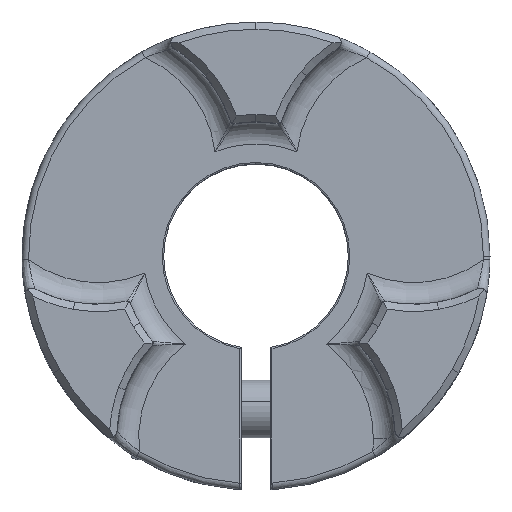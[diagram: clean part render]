
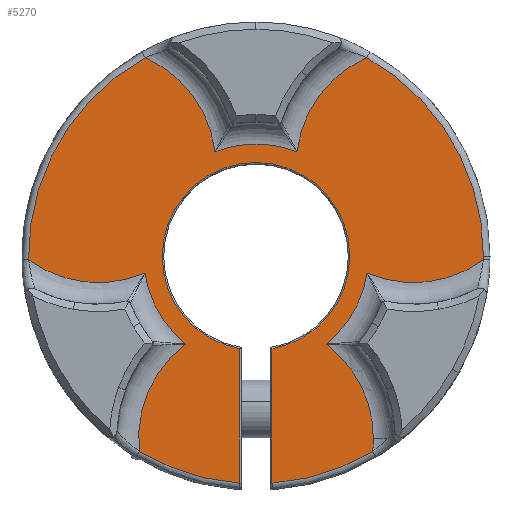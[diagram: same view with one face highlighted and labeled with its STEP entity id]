
A CAD part, top view. The second image highlights one B-rep face of the part: STEP entity #5270.
In plain terms, the highlighted planar face has unit normal (0, 0, 1).
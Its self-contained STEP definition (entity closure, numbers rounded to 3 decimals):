
#250=CIRCLE('',#5545,6.45);
#263=CIRCLE('',#5566,15.65);
#280=CIRCLE('',#5599,8.077);
#281=CIRCLE('',#5600,8.077);
#282=CIRCLE('',#5601,7.73);
#283=CIRCLE('',#5602,8.077);
#284=CIRCLE('',#5603,15.65);
#285=CIRCLE('',#5604,15.65);
#286=CIRCLE('',#5605,8.077);
#287=CIRCLE('',#5606,7.73);
#288=CIRCLE('',#5607,8.077);
#289=CIRCLE('',#5608,15.65);
#290=CIRCLE('',#5609,8.077);
#291=CIRCLE('',#5610,7.73);
#292=CIRCLE('',#5611,8.077);
#293=CIRCLE('',#5612,15.65);
#294=CIRCLE('',#5613,6.45);
#1221=VERTEX_POINT('',#11044);
#1230=VERTEX_POINT('',#11603);
#1244=VERTEX_POINT('',#11662);
#1248=VERTEX_POINT('',#11671);
#1261=VERTEX_POINT('',#12162);
#1265=VERTEX_POINT('',#12199);
#1283=VERTEX_POINT('',#12291);
#1284=VERTEX_POINT('',#12293);
#1285=VERTEX_POINT('',#12295);
#1286=VERTEX_POINT('',#12297);
#1287=VERTEX_POINT('',#12299);
#1288=VERTEX_POINT('',#12301);
#1289=VERTEX_POINT('',#12303);
#1290=VERTEX_POINT('',#12305);
#1291=VERTEX_POINT('',#12307);
#1292=VERTEX_POINT('',#12309);
#1293=VERTEX_POINT('',#12311);
#1294=VERTEX_POINT('',#12313);
#1295=VERTEX_POINT('',#12315);
#1595=VECTOR('',#6266,1.);
#1596=VECTOR('',#6295,1.);
#1819=LINE('',#12289,#1595);
#1820=LINE('',#12317,#1596);
#2397=EDGE_CURVE('',#1248,#1221,#250,.T.);
#2427=EDGE_CURVE('',#1265,#1261,#263,.F.);
#2462=EDGE_CURVE('',#1261,#1244,#1819,.F.);
#2463=EDGE_CURVE('',#1283,#1265,#280,.F.);
#2464=EDGE_CURVE('',#1284,#1283,#281,.F.);
#2465=EDGE_CURVE('',#1285,#1284,#282,.F.);
#2466=EDGE_CURVE('',#1286,#1285,#283,.F.);
#2467=EDGE_CURVE('',#1287,#1286,#284,.F.);
#2468=EDGE_CURVE('',#1288,#1287,#285,.F.);
#2469=EDGE_CURVE('',#1289,#1288,#286,.F.);
#2470=EDGE_CURVE('',#1290,#1289,#287,.F.);
#2471=EDGE_CURVE('',#1291,#1290,#288,.F.);
#2472=EDGE_CURVE('',#1292,#1291,#289,.F.);
#2473=EDGE_CURVE('',#1293,#1292,#290,.F.);
#2474=EDGE_CURVE('',#1294,#1293,#291,.F.);
#2475=EDGE_CURVE('',#1295,#1294,#292,.F.);
#2476=EDGE_CURVE('',#1230,#1295,#293,.F.);
#2477=EDGE_CURVE('',#1221,#1230,#1820,.F.);
#2478=EDGE_CURVE('',#1244,#1248,#294,.T.);
#3810=ORIENTED_EDGE('',*,*,#2462,.F.);
#3811=ORIENTED_EDGE('',*,*,#2427,.F.);
#3812=ORIENTED_EDGE('',*,*,#2463,.F.);
#3813=ORIENTED_EDGE('',*,*,#2464,.F.);
#3814=ORIENTED_EDGE('',*,*,#2465,.F.);
#3815=ORIENTED_EDGE('',*,*,#2466,.F.);
#3816=ORIENTED_EDGE('',*,*,#2467,.F.);
#3817=ORIENTED_EDGE('',*,*,#2468,.F.);
#3818=ORIENTED_EDGE('',*,*,#2469,.F.);
#3819=ORIENTED_EDGE('',*,*,#2470,.F.);
#3820=ORIENTED_EDGE('',*,*,#2471,.F.);
#3821=ORIENTED_EDGE('',*,*,#2472,.F.);
#3822=ORIENTED_EDGE('',*,*,#2473,.F.);
#3823=ORIENTED_EDGE('',*,*,#2474,.F.);
#3824=ORIENTED_EDGE('',*,*,#2475,.F.);
#3825=ORIENTED_EDGE('',*,*,#2476,.F.);
#3826=ORIENTED_EDGE('',*,*,#2477,.F.);
#3827=ORIENTED_EDGE('',*,*,#2397,.F.);
#3828=ORIENTED_EDGE('',*,*,#2478,.F.);
#4614=EDGE_LOOP('',(#3810,#3811,#3812,#3813,#3814,#3815,#3816,#3817,#3818,
#3819,#3820,#3821,#3822,#3823,#3824,#3825,#3826,#3827,#3828));
#4950=FACE_BOUND('',#4614,.T.);
#5270=ADVANCED_FACE('',(#4950),#20937,.T.);
#5545=AXIS2_PLACEMENT_3D('',#11672,#6143,#6144);
#5566=AXIS2_PLACEMENT_3D('',#12200,#6193,#6194);
#5598=AXIS2_PLACEMENT_3D('',#12288,#6265,$);
#5599=AXIS2_PLACEMENT_3D('',#12290,#6267,#6268);
#5600=AXIS2_PLACEMENT_3D('',#12292,#6269,#6270);
#5601=AXIS2_PLACEMENT_3D('',#12294,#6271,#6272);
#5602=AXIS2_PLACEMENT_3D('',#12296,#6273,#6274);
#5603=AXIS2_PLACEMENT_3D('',#12298,#6275,#6276);
#5604=AXIS2_PLACEMENT_3D('',#12300,#6277,#6278);
#5605=AXIS2_PLACEMENT_3D('',#12302,#6279,#6280);
#5606=AXIS2_PLACEMENT_3D('',#12304,#6281,#6282);
#5607=AXIS2_PLACEMENT_3D('',#12306,#6283,#6284);
#5608=AXIS2_PLACEMENT_3D('',#12308,#6285,#6286);
#5609=AXIS2_PLACEMENT_3D('',#12310,#6287,#6288);
#5610=AXIS2_PLACEMENT_3D('',#12312,#6289,#6290);
#5611=AXIS2_PLACEMENT_3D('',#12314,#6291,#6292);
#5612=AXIS2_PLACEMENT_3D('',#12316,#6293,#6294);
#5613=AXIS2_PLACEMENT_3D('',#12318,#6296,#6297);
#6143=DIRECTION('',(0.,0.,1.));
#6144=DIRECTION('',(6.45,0.,0.));
#6193=DIRECTION('',(0.,0.,1.));
#6194=DIRECTION('',(15.65,0.,0.));
#6265=DIRECTION('',(0.,0.,1.));
#6266=DIRECTION('',(0.,-1.,0.));
#6267=DIRECTION('',(0.,0.,1.));
#6268=DIRECTION('',(8.077,0.,0.));
#6269=DIRECTION('',(0.,0.,1.));
#6270=DIRECTION('',(8.077,0.,0.));
#6271=DIRECTION('',(0.,0.,1.));
#6272=DIRECTION('',(7.73,0.,0.));
#6273=DIRECTION('',(0.,0.,1.));
#6274=DIRECTION('',(8.077,0.,0.));
#6275=DIRECTION('',(0.,0.,1.));
#6276=DIRECTION('',(15.65,0.,0.));
#6277=DIRECTION('',(0.,0.,1.));
#6278=DIRECTION('',(15.65,0.,0.));
#6279=DIRECTION('',(0.,0.,1.));
#6280=DIRECTION('',(8.077,0.,0.));
#6281=DIRECTION('',(0.,0.,1.));
#6282=DIRECTION('',(7.73,0.,0.));
#6283=DIRECTION('',(0.,0.,1.));
#6284=DIRECTION('',(8.077,0.,0.));
#6285=DIRECTION('',(0.,0.,1.));
#6286=DIRECTION('',(15.65,0.,0.));
#6287=DIRECTION('',(0.,0.,1.));
#6288=DIRECTION('',(8.077,0.,0.));
#6289=DIRECTION('',(0.,0.,1.));
#6290=DIRECTION('',(7.73,0.,0.));
#6291=DIRECTION('',(0.,0.,1.));
#6292=DIRECTION('',(8.077,0.,0.));
#6293=DIRECTION('',(0.,0.,1.));
#6294=DIRECTION('',(15.65,0.,0.));
#6295=DIRECTION('',(0.,1.,0.));
#6296=DIRECTION('',(0.,0.,1.));
#6297=DIRECTION('',(6.45,0.,0.));
#11044=CARTESIAN_POINT('',(-1.1,-6.356,10.4));
#11603=CARTESIAN_POINT('',(-1.1,-15.611,10.4));
#11662=CARTESIAN_POINT('',(1.1,-6.356,10.4));
#11671=CARTESIAN_POINT('',(6.45,0.,10.4));
#11672=CARTESIAN_POINT('',(0.,0.,10.4));
#12162=CARTESIAN_POINT('',(1.1,-15.611,10.4));
#12199=CARTESIAN_POINT('',(8.025,-13.436,10.4));
#12200=CARTESIAN_POINT('',(0.,0.,10.4));
#12288=CARTESIAN_POINT('',(0.,0.,10.4));
#12289=CARTESIAN_POINT('',(1.1,-4.5,10.4));
#12290=CARTESIAN_POINT('',(0.,-12.52,10.4));
#12291=CARTESIAN_POINT('',(8.077,-12.52,10.4));
#12292=CARTESIAN_POINT('',(0.,-12.52,10.4));
#12293=CARTESIAN_POINT('',(4.823,-6.041,10.4));
#12294=CARTESIAN_POINT('',(0.,0.,10.4));
#12295=CARTESIAN_POINT('',(7.643,-1.156,10.4));
#12296=CARTESIAN_POINT('',(10.843,6.26,10.4));
#12297=CARTESIAN_POINT('',(15.648,-0.232,10.4));
#12298=CARTESIAN_POINT('',(0.,0.,10.4));
#12299=CARTESIAN_POINT('',(15.65,0.,10.4));
#12300=CARTESIAN_POINT('',(0.,0.,10.4));
#12301=CARTESIAN_POINT('',(7.623,13.668,10.4));
#12302=CARTESIAN_POINT('',(10.843,6.26,10.4));
#12303=CARTESIAN_POINT('',(2.82,7.197,10.4));
#12304=CARTESIAN_POINT('',(0.,0.,10.4));
#12305=CARTESIAN_POINT('',(-2.82,7.197,10.4));
#12306=CARTESIAN_POINT('',(-10.843,6.26,10.4));
#12307=CARTESIAN_POINT('',(-7.623,13.668,10.4));
#12308=CARTESIAN_POINT('',(0.,0.,10.4));
#12309=CARTESIAN_POINT('',(-15.648,-0.232,10.4));
#12310=CARTESIAN_POINT('',(-10.843,6.26,10.4));
#12311=CARTESIAN_POINT('',(-7.643,-1.156,10.4));
#12312=CARTESIAN_POINT('',(0.,0.,10.4));
#12313=CARTESIAN_POINT('',(-4.823,-6.041,10.4));
#12314=CARTESIAN_POINT('',(0.,-12.52,10.4));
#12315=CARTESIAN_POINT('',(-8.025,-13.436,10.4));
#12316=CARTESIAN_POINT('',(0.,0.,10.4));
#12317=CARTESIAN_POINT('',(-1.1,-4.5,10.4));
#12318=CARTESIAN_POINT('',(0.,0.,10.4));
#20937=PLANE('',#5598);
